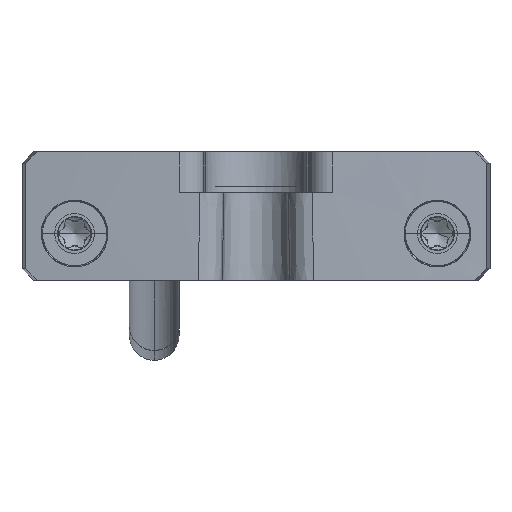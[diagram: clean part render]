
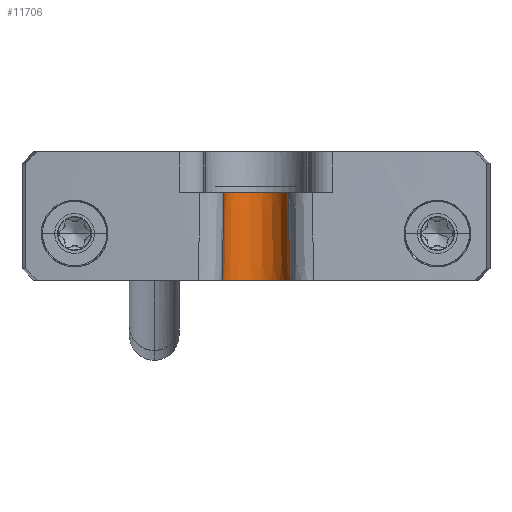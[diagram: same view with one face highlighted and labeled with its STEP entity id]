
A CAD part, front view. The second image highlights one B-rep face of the part: STEP entity #11706.
In plain terms, the highlighted conical face has half-angle 1 degrees and reference radius 2.75 mm.
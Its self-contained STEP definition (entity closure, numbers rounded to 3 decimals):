
#11641=AXIS2_PLACEMENT_3D('Circle Axis2P3D',#11639,#11640,$) ;
#11648=AXIS2_PLACEMENT_3D('Circle Axis2P3D',#11646,#11647,$) ;
#11691=AXIS2_PLACEMENT_3D('Cone Axis2P3D',#11688,#11689,#11690) ;
#1398=CARTESIAN_POINT('Vertex',(22.881,7.395,6.833)) ;
#1402=CARTESIAN_POINT('Control Point',(22.881,7.395,6.833)) ;
#1403=CARTESIAN_POINT('Control Point',(22.881,7.728,6.833)) ;
#1404=CARTESIAN_POINT('Control Point',(22.833,8.06,6.833)) ;
#1405=CARTESIAN_POINT('Control Point',(22.737,8.384,6.833)) ;
#1406=CARTESIAN_POINT('Control Point',(22.454,8.994,6.833)) ;
#1407=CARTESIAN_POINT('Control Point',(22.011,9.499,6.833)) ;
#1408=CARTESIAN_POINT('Control Point',(21.754,9.717,6.833)) ;
#1409=CARTESIAN_POINT('Control Point',(21.264,10.024,6.833)) ;
#1410=CARTESIAN_POINT('Control Point',(20.716,10.201,6.833)) ;
#1411=CARTESIAN_POINT('Control Point',(20.48,10.251,6.833)) ;
#1412=CARTESIAN_POINT('Control Point',(20.24,10.276,6.833)) ;
#1413=CARTESIAN_POINT('Control Point',(20.,10.276,6.833)) ;
#1414=CARTESIAN_POINT('Vertex',(20.,10.276,6.833)) ;
#1418=CARTESIAN_POINT('Control Point',(20.,10.276,6.833)) ;
#1419=CARTESIAN_POINT('Control Point',(19.907,10.276,6.833)) ;
#1420=CARTESIAN_POINT('Control Point',(19.814,10.272,6.833)) ;
#1421=CARTESIAN_POINT('Control Point',(19.722,10.265,6.833)) ;
#1422=CARTESIAN_POINT('Control Point',(19.299,10.214,6.833)) ;
#1423=CARTESIAN_POINT('Control Point',(18.889,10.085,6.833)) ;
#1424=CARTESIAN_POINT('Control Point',(18.586,9.938,6.833)) ;
#1425=CARTESIAN_POINT('Control Point',(18.029,9.562,6.833)) ;
#1426=CARTESIAN_POINT('Control Point',(17.601,9.043,6.833)) ;
#1427=CARTESIAN_POINT('Control Point',(17.427,8.754,6.833)) ;
#1428=CARTESIAN_POINT('Control Point',(17.239,8.308,6.833)) ;
#1429=CARTESIAN_POINT('Control Point',(17.147,7.836,6.833)) ;
#1430=CARTESIAN_POINT('Control Point',(17.128,7.689,6.833)) ;
#1431=CARTESIAN_POINT('Control Point',(17.119,7.542,6.833)) ;
#1432=CARTESIAN_POINT('Control Point',(17.119,7.395,6.833)) ;
#1433=CARTESIAN_POINT('Vertex',(17.119,7.395,6.833)) ;
#11636=CARTESIAN_POINT('Vertex',(17.25,7.395,14.333)) ;
#11639=CARTESIAN_POINT('Axis2P3D Location',(20.,7.395,14.333)) ;
#11643=CARTESIAN_POINT('Vertex',(20.,10.145,14.333)) ;
#11646=CARTESIAN_POINT('Axis2P3D Location',(20.,7.395,14.333)) ;
#11650=CARTESIAN_POINT('Vertex',(22.75,7.395,14.333)) ;
#11675=CARTESIAN_POINT('Line Origine',(17.185,7.395,10.583)) ;
#11688=CARTESIAN_POINT('Axis2P3D Location',(20.,7.395,14.333)) ;
#11693=CARTESIAN_POINT('Line Origine',(43652.391,7.395,-2499526.131)) ;
#11640=DIRECTION('Axis2P3D Direction',(0.,0.,1.)) ;
#11647=DIRECTION('Axis2P3D Direction',(0.,0.,1.)) ;
#11676=DIRECTION('Vector Direction',(0.017,0.,1.)) ;
#11689=DIRECTION('Axis2P3D Direction',(0.,0.,-1.)) ;
#11690=DIRECTION('Axis2P3D XDirection',(0.,-1.,0.)) ;
#11694=DIRECTION('Vector Direction',(0.017,0.,-1.)) ;
#11677=VECTOR('Line Direction',#11676,1.) ;
#11695=VECTOR('Line Direction',#11694,1.) ;
#11699=ORIENTED_EDGE('',*,*,#11645,.F.) ;
#11700=ORIENTED_EDGE('',*,*,#11679,.F.) ;
#11701=ORIENTED_EDGE('',*,*,#1435,.F.) ;
#11702=ORIENTED_EDGE('',*,*,#1416,.F.) ;
#11703=ORIENTED_EDGE('',*,*,#11697,.T.) ;
#11704=ORIENTED_EDGE('',*,*,#11652,.F.) ;
#11706=ADVANCED_FACE('Volumenk\X2\00F6\X0\rper1',(#11705),#11692,.F.) ;
#1401=B_SPLINE_CURVE_WITH_KNOTS('',5,(#1402,#1403,#1404,#1405,#1406,#1407,#1408,#1409,#1410,#1411,#1412,#1413),.UNSPECIFIED.,.F.,.U.,(6,3,3,6),(0.,2.352,4.704,6.4),.UNSPECIFIED.) ;
#1417=B_SPLINE_CURVE_WITH_KNOTS('',5,(#1418,#1419,#1420,#1421,#1422,#1423,#1424,#1425,#1426,#1427,#1428,#1429,#1430,#1431,#1432),.UNSPECIFIED.,.F.,.U.,(6,3,3,3,6),(6.4,7.056,9.407,11.759,12.798),.UNSPECIFIED.) ;
#11642=CIRCLE('generated circle',#11641,2.75) ;
#11649=CIRCLE('generated circle',#11648,2.75) ;
#11692=CONICAL_SURFACE('Cone',#11691,2.75,0.017) ;
#1416=EDGE_CURVE('',#1399,#1415,#1401,.T.) ;
#1435=EDGE_CURVE('',#1415,#1434,#1417,.T.) ;
#11645=EDGE_CURVE('',#11637,#11644,#11642,.F.) ;
#11652=EDGE_CURVE('',#11644,#11651,#11649,.F.) ;
#11679=EDGE_CURVE('',#1434,#11637,#11678,.T.) ;
#11697=EDGE_CURVE('',#1399,#11651,#11696,.F.) ;
#11698=EDGE_LOOP('',(#11699,#11700,#11701,#11702,#11703,#11704)) ;
#11705=FACE_OUTER_BOUND('',#11698,.T.) ;
#11678=LINE('Line',#11675,#11677) ;
#11696=LINE('Line',#11693,#11695) ;
#1399=VERTEX_POINT('',#1398) ;
#1415=VERTEX_POINT('',#1414) ;
#1434=VERTEX_POINT('',#1433) ;
#11637=VERTEX_POINT('',#11636) ;
#11644=VERTEX_POINT('',#11643) ;
#11651=VERTEX_POINT('',#11650) ;
